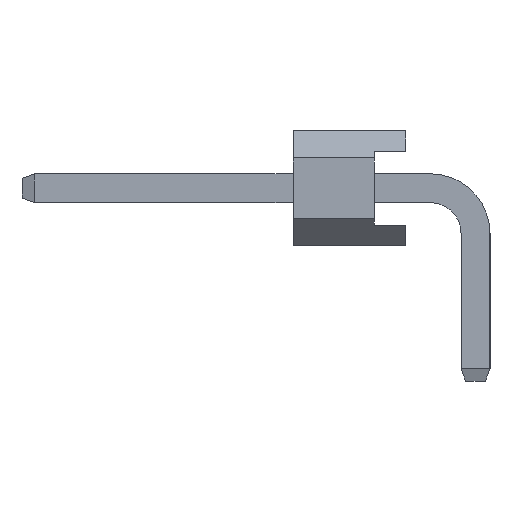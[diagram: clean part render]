
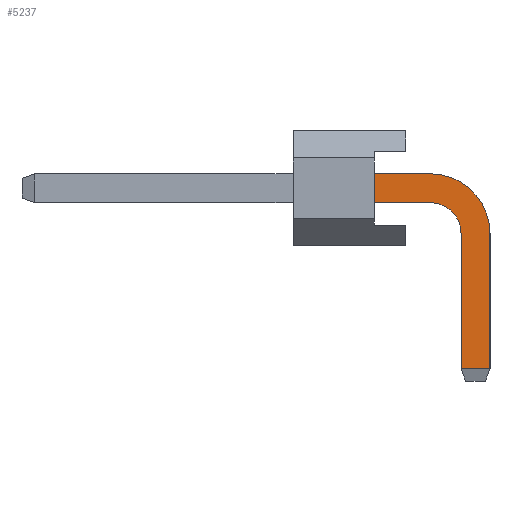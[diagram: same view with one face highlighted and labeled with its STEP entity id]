
A CAD part, left-side view. The second image highlights one B-rep face of the part: STEP entity #5237.
In plain terms, the highlighted planar face has unit normal (-1, 0, 0).
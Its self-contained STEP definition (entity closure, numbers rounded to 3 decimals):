
#5237=ADVANCED_FACE('',(#14633),#14635,.T.);
#14633=FACE_BOUND('',#14634,.T.);
#14634=EDGE_LOOP('',(#22281,#22282,#22283,#22284,#22285,#22286,#22287,#22288));
#14635=PLANE('',#14636);
#14636=AXIS2_PLACEMENT_3D('',#14637,#14638,#14639);
#14637=CARTESIAN_POINT('',(-0.32,0.32,-3.));
#14638=DIRECTION('',(-1.,0.,0.));
#14639=DIRECTION('',(0.,-1.,0.));
#22281=ORIENTED_EDGE('',*,*,#26831,.T.);
#22282=ORIENTED_EDGE('',*,*,#26832,.T.);
#22283=ORIENTED_EDGE('',*,*,#26833,.T.);
#22284=ORIENTED_EDGE('',*,*,#26834,.T.);
#22285=ORIENTED_EDGE('',*,*,#25329,.T.);
#22286=ORIENTED_EDGE('',*,*,#26835,.F.);
#22287=ORIENTED_EDGE('',*,*,#26836,.F.);
#22288=ORIENTED_EDGE('',*,*,#26837,.F.);
#25329=EDGE_CURVE('',#29007,#29008,#29009,.T.);
#26831=EDGE_CURVE('',#31365,#31366,#31367,.T.);
#26832=EDGE_CURVE('',#31366,#31368,#31369,.T.);
#26833=EDGE_CURVE('',#31368,#31370,#31371,.T.);
#26834=EDGE_CURVE('',#31370,#29007,#31372,.T.);
#26835=EDGE_CURVE('',#31373,#29008,#31374,.T.);
#26836=EDGE_CURVE('',#31375,#31373,#31376,.T.);
#26837=EDGE_CURVE('',#31365,#31375,#31377,.T.);
#29007=VERTEX_POINT('',#35281);
#29008=VERTEX_POINT('',#35282);
#29009=LINE('',#35283,#35284);
#31365=VERTEX_POINT('',#40783);
#31366=VERTEX_POINT('',#40784);
#31367=LINE('',#40785,#40786);
#31368=VERTEX_POINT('',#40788);
#31369=LINE('',#40789,#40790);
#31370=VERTEX_POINT('',#40792);
#31371=CIRCLE('',#40793,1.32);
#31372=LINE('',#40797,#40798);
#31373=VERTEX_POINT('',#40800);
#31374=LINE('',#40801,#40802);
#31375=VERTEX_POINT('',#40804);
#31376=CIRCLE('',#40805,0.68);
#31377=LINE('',#40809,#40810);
#35281=CARTESIAN_POINT('',(-0.32,2.24,1.59));
#35282=CARTESIAN_POINT('',(-0.32,2.24,0.95));
#35283=CARTESIAN_POINT('',(-0.32,2.24,1.59));
#35284=VECTOR('',#35285,1.);
#35285=DIRECTION('',(0.,0.,-1.));
#40783=CARTESIAN_POINT('',(-0.32,0.32,-2.725));
#40784=CARTESIAN_POINT('',(-0.32,-0.32,-2.725));
#40785=CARTESIAN_POINT('',(-0.32,0.32,-2.725));
#40786=VECTOR('',#40787,1.);
#40787=DIRECTION('',(0.,-1.,0.));
#40788=CARTESIAN_POINT('',(-0.32,-0.32,0.27));
#40789=CARTESIAN_POINT('',(-0.32,-0.32,-2.725));
#40790=VECTOR('',#40791,1.);
#40791=DIRECTION('',(0.,0.,1.));
#40792=CARTESIAN_POINT('',(-0.32,1.,1.59));
#40793=AXIS2_PLACEMENT_3D('',#40794,#40795,#40796);
#40794=CARTESIAN_POINT('',(-0.32,1.,0.27));
#40795=DIRECTION('',(-1.,-0.,0.));
#40796=DIRECTION('',(0.,-1.,0.));
#40797=CARTESIAN_POINT('',(-0.32,1.,1.59));
#40798=VECTOR('',#40799,1.);
#40799=DIRECTION('',(0.,1.,0.));
#40800=CARTESIAN_POINT('',(-0.32,1.,0.95));
#40801=CARTESIAN_POINT('',(-0.32,1.,0.95));
#40802=VECTOR('',#40803,1.);
#40803=DIRECTION('',(0.,1.,0.));
#40804=CARTESIAN_POINT('',(-0.32,0.32,0.27));
#40805=AXIS2_PLACEMENT_3D('',#40806,#40807,#40808);
#40806=CARTESIAN_POINT('',(-0.32,1.,0.27));
#40807=DIRECTION('',(-1.,-0.,0.));
#40808=DIRECTION('',(0.,-1.,0.));
#40809=CARTESIAN_POINT('',(-0.32,0.32,-2.725));
#40810=VECTOR('',#40811,1.);
#40811=DIRECTION('',(0.,0.,1.));
